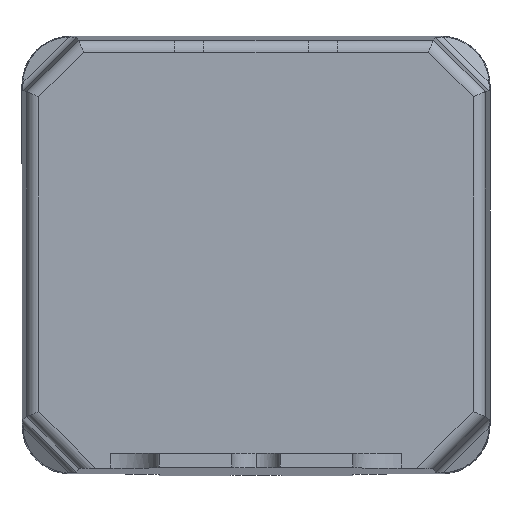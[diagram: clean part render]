
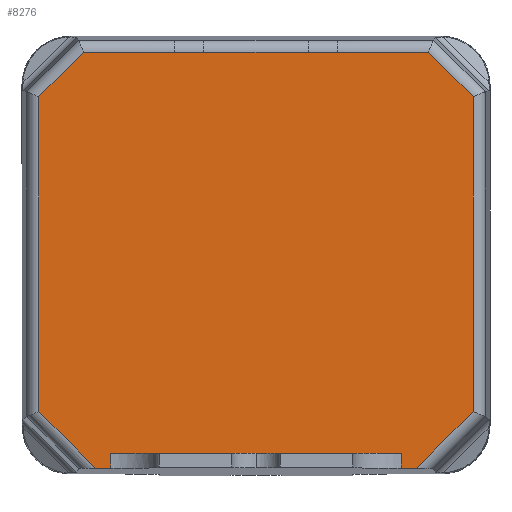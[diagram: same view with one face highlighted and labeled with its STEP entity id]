
A CAD part, top view. The second image highlights one B-rep face of the part: STEP entity #8276.
In plain terms, the highlighted planar face has unit normal (0, 0, 1).
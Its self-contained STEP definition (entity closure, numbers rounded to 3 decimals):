
#214 = VERTEX_POINT ( 'NONE', #8767 ) ;
#417 = DIRECTION ( 'NONE',  ( -1., 0., 0. ) ) ;
#497 = ORIENTED_EDGE ( 'NONE', *, *, #23777, .T. ) ;
#645 = CARTESIAN_POINT ( 'NONE',  ( -4.3, 16.687, 45.5 ) ) ;
#1210 = LINE ( 'NONE', #12160, #22668 ) ;
#1662 = LINE ( 'NONE', #19748, #21897 ) ;
#1673 = CARTESIAN_POINT ( 'NONE',  ( 4.3, 16.687, 45.5 ) ) ;
#1684 = PLANE ( 'NONE',  #10109 ) ;
#1795 = CARTESIAN_POINT ( 'NONE',  ( -17.937, 14.075, 45.5 ) ) ;
#1897 = CARTESIAN_POINT ( 'NONE',  ( 12., 14.075, 45.5 ) ) ;
#2793 = CARTESIAN_POINT ( 'NONE',  ( -15.325, -17.678, 45.5 ) ) ;
#3633 = CARTESIAN_POINT ( 'NONE',  ( -15.325, 14.075, 45.5 ) ) ;
#3652 = CARTESIAN_POINT ( 'NONE',  ( -15.325, 16.687, 45.5 ) ) ;
#3738 = VECTOR ( 'NONE', #15375, 1000. ) ;
#3744 = ORIENTED_EDGE ( 'NONE', *, *, #19629, .T. ) ;
#4322 = VERTEX_POINT ( 'NONE', #15070 ) ;
#4398 = CARTESIAN_POINT ( 'NONE',  ( 17.937, 13., 45.5 ) ) ;
#4799 = DIRECTION ( 'NONE',  ( 1., 0., 0. ) ) ;
#4932 = ORIENTED_EDGE ( 'NONE', *, *, #21771, .T. ) ;
#4996 = ORIENTED_EDGE ( 'NONE', *, *, #12117, .T. ) ;
#5092 = VECTOR ( 'NONE', #417, 1000. ) ;
#5355 = CARTESIAN_POINT ( 'NONE',  ( -12., -17.678, 45.5 ) ) ;
#5473 = DIRECTION ( 'NONE',  ( 1., 0., 0. ) ) ;
#5714 = CARTESIAN_POINT ( 'NONE',  ( -15.325, 16.687, 45.5 ) ) ;
#5932 = ORIENTED_EDGE ( 'NONE', *, *, #16461, .T. ) ;
#6090 = DIRECTION ( 'NONE',  ( 0.707, -0.707, 0. ) ) ;
#6559 = CARTESIAN_POINT ( 'NONE',  ( 14.25, 16.687, 45.5 ) ) ;
#6820 = CARTESIAN_POINT ( 'NONE',  ( -15.325, 16.687, 45.5 ) ) ;
#6924 = CARTESIAN_POINT ( 'NONE',  ( -6.7, 16.687, 45.5 ) ) ;
#6934 = VERTEX_POINT ( 'NONE', #7079 ) ;
#7064 = DIRECTION ( 'NONE',  ( -0.707, 0.707, 0. ) ) ;
#7069 = CARTESIAN_POINT ( 'NONE',  ( -16.093, 14.843, 45.5 ) ) ;
#7079 = CARTESIAN_POINT ( 'NONE',  ( 12., -17.678, 45.5 ) ) ;
#7152 = VERTEX_POINT ( 'NONE', #13278 ) ;
#7264 = VERTEX_POINT ( 'NONE', #9546 ) ;
#7534 = ORIENTED_EDGE ( 'NONE', *, *, #15380, .T. ) ;
#7590 = VECTOR ( 'NONE', #5473, 1000. ) ;
#7779 = DIRECTION ( 'NONE',  ( 0., -1., 0. ) ) ;
#7950 = CARTESIAN_POINT ( 'NONE',  ( -30.168, -0.768, 45.5 ) ) ;
#7971 = LINE ( 'NONE', #19397, #18261 ) ;
#8083 = CARTESIAN_POINT ( 'NONE',  ( -15.325, 16.687, 45.5 ) ) ;
#8276 = ADVANCED_FACE ( 'NONE', ( #17756 ), #1684, .F. ) ;
#8485 = ORIENTED_EDGE ( 'NONE', *, *, #20781, .T. ) ;
#8566 = VECTOR ( 'NONE', #4799, 1000. ) ;
#8592 = VERTEX_POINT ( 'NONE', #24465 ) ;
#8736 = CARTESIAN_POINT ( 'NONE',  ( 0.768, 30.168, 45.5 ) ) ;
#8754 = CARTESIAN_POINT ( 'NONE',  ( 13.259, -17.678, 45.5 ) ) ;
#8767 = CARTESIAN_POINT ( 'NONE',  ( -13.259, -17.678, 45.5 ) ) ;
#9534 = CARTESIAN_POINT ( 'NONE',  ( -15.325, 16.687, 45.5 ) ) ;
#9546 = CARTESIAN_POINT ( 'NONE',  ( -14.25, 16.687, 45.5 ) ) ;
#9782 = VECTOR ( 'NONE', #11167, 1000. ) ;
#10109 = AXIS2_PLACEMENT_3D ( 'NONE', #3633, #15264, #13387 ) ;
#10602 = VECTOR ( 'NONE', #13433, 1000. ) ;
#10673 = VERTEX_POINT ( 'NONE', #5355 ) ;
#10723 = LINE ( 'NONE', #18375, #19239 ) ;
#11053 = ORIENTED_EDGE ( 'NONE', *, *, #23160, .T. ) ;
#11078 = VERTEX_POINT ( 'NONE', #4398 ) ;
#11167 = DIRECTION ( 'NONE',  ( -1., 0., 0. ) ) ;
#11246 = VERTEX_POINT ( 'NONE', #8754 ) ;
#11362 = VECTOR ( 'NONE', #7064, 1000. ) ;
#11536 = LINE ( 'NONE', #1795, #3738 ) ;
#11647 = ORIENTED_EDGE ( 'NONE', *, *, #23700, .T. ) ;
#11666 = VERTEX_POINT ( 'NONE', #6559 ) ;
#11672 = DIRECTION ( 'NONE',  ( 1., 0., 0. ) ) ;
#11716 = VERTEX_POINT ( 'NONE', #20402 ) ;
#11931 = VERTEX_POINT ( 'NONE', #1673 ) ;
#12116 = DIRECTION ( 'NONE',  ( 0., 1., 0. ) ) ;
#12117 = EDGE_CURVE ( 'NONE', #16538, #7264, #13520, .T. ) ;
#12160 = CARTESIAN_POINT ( 'NONE',  ( 17.937, 14.075, 45.5 ) ) ;
#12239 = VECTOR ( 'NONE', #7779, 1000. ) ;
#12349 = EDGE_LOOP ( 'NONE', ( #19856, #5932, #23652, #8485, #7534, #15420, #4932, #3744, #11647, #21759, #22735, #11053, #4996, #12571, #23128, #497 ) ) ;
#12571 = ORIENTED_EDGE ( 'NONE', *, *, #18935, .T. ) ;
#12677 = LINE ( 'NONE', #7069, #16656 ) ;
#12684 = CARTESIAN_POINT ( 'NONE',  ( 6.7, 16.687, 45.5 ) ) ;
#12756 = DIRECTION ( 'NONE',  ( 0.707, 0.707, 0. ) ) ;
#13067 = VERTEX_POINT ( 'NONE', #645 ) ;
#13224 = DIRECTION ( 'NONE',  ( -0.707, -0.707, 0. ) ) ;
#13278 = CARTESIAN_POINT ( 'NONE',  ( 17.937, -13., 45.5 ) ) ;
#13330 = LINE ( 'NONE', #15362, #7590 ) ;
#13387 = DIRECTION ( 'NONE',  ( -1., 0., 0. ) ) ;
#13433 = DIRECTION ( 'NONE',  ( -1., 0., 0. ) ) ;
#13520 = LINE ( 'NONE', #5714, #20161 ) ;
#13793 = LINE ( 'NONE', #8736, #11362 ) ;
#14263 = EDGE_CURVE ( 'NONE', #214, #10673, #18269, .T. ) ;
#14324 = LINE ( 'NONE', #6820, #9782 ) ;
#14367 = DIRECTION ( 'NONE',  ( 0., 1., 0. ) ) ;
#14981 = EDGE_CURVE ( 'NONE', #21073, #8592, #11536, .T. ) ;
#15003 = EDGE_CURVE ( 'NONE', #15775, #11931, #21546, .T. ) ;
#15070 = CARTESIAN_POINT ( 'NONE',  ( 12., -16.455, 45.5 ) ) ;
#15264 = DIRECTION ( 'NONE',  ( 0., 0., -1. ) ) ;
#15362 = CARTESIAN_POINT ( 'NONE',  ( -15.325, -17.678, 45.5 ) ) ;
#15375 = DIRECTION ( 'NONE',  ( 0., -1., 0. ) ) ;
#15380 = EDGE_CURVE ( 'NONE', #6934, #11246, #13330, .T. ) ;
#15420 = ORIENTED_EDGE ( 'NONE', *, *, #22691, .T. ) ;
#15775 = VERTEX_POINT ( 'NONE', #12684 ) ;
#16006 = LINE ( 'NONE', #8083, #5092 ) ;
#16461 = EDGE_CURVE ( 'NONE', #10673, #11716, #1662, .T. ) ;
#16538 = VERTEX_POINT ( 'NONE', #6924 ) ;
#16656 = VECTOR ( 'NONE', #13224, 1000. ) ;
#16936 = EDGE_CURVE ( 'NONE', #11716, #4322, #7971, .T. ) ;
#17756 = FACE_OUTER_BOUND ( 'NONE', #12349, .T. ) ;
#18153 = CARTESIAN_POINT ( 'NONE',  ( -17.937, 13., 45.5 ) ) ;
#18261 = VECTOR ( 'NONE', #11672, 1000. ) ;
#18269 = LINE ( 'NONE', #2793, #8566 ) ;
#18375 = CARTESIAN_POINT ( 'NONE',  ( 14.843, -16.093, 45.5 ) ) ;
#18520 = VECTOR ( 'NONE', #6090, 1000. ) ;
#18935 = EDGE_CURVE ( 'NONE', #7264, #21073, #12677, .T. ) ;
#19217 = DIRECTION ( 'NONE',  ( -1., 0., 0. ) ) ;
#19239 = VECTOR ( 'NONE', #12756, 1000. ) ;
#19397 = CARTESIAN_POINT ( 'NONE',  ( -15.325, -16.455, 45.5 ) ) ;
#19453 = EDGE_CURVE ( 'NONE', #11931, #13067, #16006, .T. ) ;
#19629 = EDGE_CURVE ( 'NONE', #11078, #11666, #13793, .T. ) ;
#19748 = CARTESIAN_POINT ( 'NONE',  ( -12., 14.075, 45.5 ) ) ;
#19856 = ORIENTED_EDGE ( 'NONE', *, *, #14263, .T. ) ;
#20161 = VECTOR ( 'NONE', #19217, 1000. ) ;
#20402 = CARTESIAN_POINT ( 'NONE',  ( -12., -16.455, 45.5 ) ) ;
#20781 = EDGE_CURVE ( 'NONE', #4322, #6934, #21965, .T. ) ;
#21073 = VERTEX_POINT ( 'NONE', #18153 ) ;
#21546 = LINE ( 'NONE', #3652, #23048 ) ;
#21759 = ORIENTED_EDGE ( 'NONE', *, *, #15003, .T. ) ;
#21771 = EDGE_CURVE ( 'NONE', #7152, #11078, #1210, .T. ) ;
#21897 = VECTOR ( 'NONE', #12116, 1000. ) ;
#21965 = LINE ( 'NONE', #1897, #12239 ) ;
#22167 = LINE ( 'NONE', #9534, #10602 ) ;
#22668 = VECTOR ( 'NONE', #14367, 1000. ) ;
#22691 = EDGE_CURVE ( 'NONE', #11246, #7152, #10723, .T. ) ;
#22735 = ORIENTED_EDGE ( 'NONE', *, *, #19453, .T. ) ;
#23048 = VECTOR ( 'NONE', #23055, 1000. ) ;
#23055 = DIRECTION ( 'NONE',  ( -1., 0., 0. ) ) ;
#23128 = ORIENTED_EDGE ( 'NONE', *, *, #14981, .T. ) ;
#23160 = EDGE_CURVE ( 'NONE', #13067, #16538, #14324, .T. ) ;
#23651 = LINE ( 'NONE', #7950, #18520 ) ;
#23652 = ORIENTED_EDGE ( 'NONE', *, *, #16936, .T. ) ;
#23700 = EDGE_CURVE ( 'NONE', #11666, #15775, #22167, .T. ) ;
#23777 = EDGE_CURVE ( 'NONE', #8592, #214, #23651, .T. ) ;
#24465 = CARTESIAN_POINT ( 'NONE',  ( -17.937, -13., 45.5 ) ) ;
